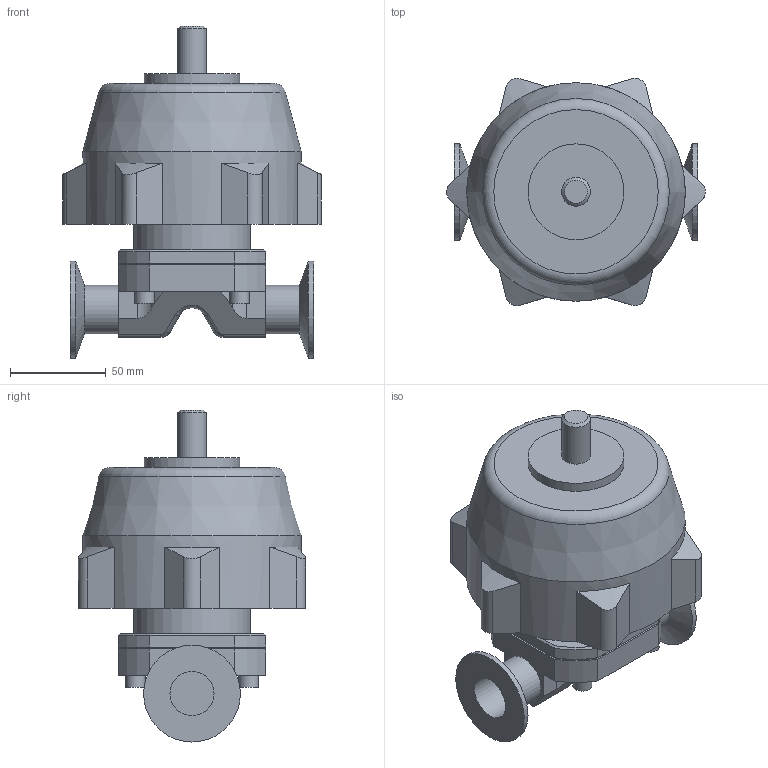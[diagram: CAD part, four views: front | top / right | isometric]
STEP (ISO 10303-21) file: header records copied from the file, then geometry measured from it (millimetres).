
FILE_DESCRIPTION(/* description */ (''),/* implementation_level */ '2;1');
FILE_NAME(/* name */ 'DHC_ADC_CXC_10.stp',/* time_stamp */ '2021-08-19T17:02:51+09:00',/* author */ ('m'),/* organization */ (''),/* preprocessor_version */ 'ST-DEVELOPER v18.1',/* originating_system */ 'Autodesk Inventor 2021',/* authorisation */ '');
FILE_SCHEMA (('AUTOMOTIVE_DESIGN { 1 0 10303 214 3 1 1 }'));
Length unit declared in the file: millimetre
Products named in the file (1): DHC_ADC_CXC_NEW_10
Bounding box: 135 x 118.52 x 173.25 mm (x, y, z)
Volume: 962805.2 mm3; surface area: 85900.2 mm2
Topology: 3 solids, 3 shells, 128 faces, 299 edges, 188 vertices
Faces by surface type: plane 56, cylinder 47, cone 18, bspline 6, torus 1
Full cylindrical faces by diameter (mm): 10 x4, 15 x1, 23 x2, 25.4 x2, 50 x1, 50.5 x2, 61 x1, 114 x1
Entity records: 3936 total; most frequent: CARTESIAN_POINT 906, DIRECTION 630, ORIENTED_EDGE 598, EDGE_CURVE 299, AXIS2_PLACEMENT_3D 242, VERTEX_POINT 188, LINE 146, VECTOR 146
